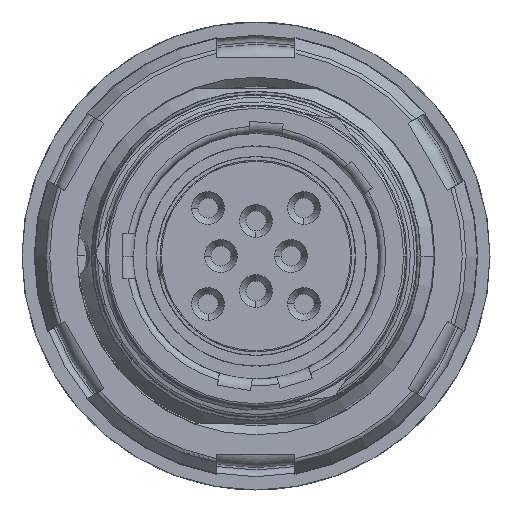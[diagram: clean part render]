
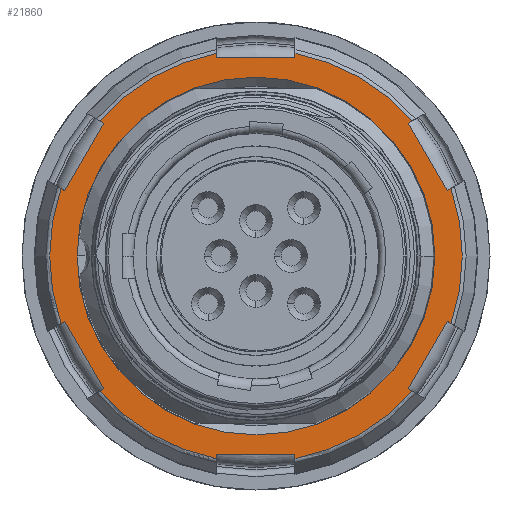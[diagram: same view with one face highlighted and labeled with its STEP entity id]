
A CAD part, left-side view. The second image highlights one B-rep face of the part: STEP entity #21860.
In plain terms, the highlighted face is planar.
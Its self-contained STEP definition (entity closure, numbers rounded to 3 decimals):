
#20407=CARTESIAN_POINT('',(0.,3.,0.));
#20408=DIRECTION('',(0.,1.,0.));
#20409=DIRECTION('',(-0.189,0.,-0.982));
#20410=AXIS2_PLACEMENT_3D('',#20407,#20408,#20409);
#20425=CARTESIAN_POINT('',(0.,3.,0.));
#20426=DIRECTION('',(0.,1.,0.));
#20427=DIRECTION('',(-0.945,0.,-0.327));
#20428=AXIS2_PLACEMENT_3D('',#20425,#20426,#20427);
#20461=CARTESIAN_POINT('',(0.,3.,0.));
#20462=DIRECTION('',(0.,1.,0.));
#20463=DIRECTION('',(0.756,0.,-0.655));
#20464=AXIS2_PLACEMENT_3D('',#20461,#20462,#20463);
#20515=CARTESIAN_POINT('',(0.,3.,0.));
#20516=DIRECTION('',(0.,1.,0.));
#20517=DIRECTION('',(-0.756,0.,0.655));
#20518=AXIS2_PLACEMENT_3D('',#20515,#20516,#20517);
#20551=CARTESIAN_POINT('',(0.,3.,0.));
#20552=DIRECTION('',(0.,1.,0.));
#20553=DIRECTION('',(0.189,0.,0.982));
#20554=AXIS2_PLACEMENT_3D('',#20551,#20552,#20553);
#20569=CARTESIAN_POINT('',(0.,3.,0.));
#20570=DIRECTION('',(0.,1.,0.));
#20571=DIRECTION('',(0.945,0.,0.327));
#20572=AXIS2_PLACEMENT_3D('',#20569,#20570,#20571);
#20595=DIRECTION('',(-0.866,0.,-0.5));
#20596=VECTOR('',#20595,0.19);
#20597=CARTESIAN_POINT('',(6.997,3.,6.061));
#20598=LINE('',#20597,#20596);
#20602=DIRECTION('',(0.,0.,-1.));
#20603=VECTOR('',#20602,0.19);
#20604=CARTESIAN_POINT('',(1.75,3.,9.09));
#20605=LINE('',#20604,#20603);
#20609=DIRECTION('',(1.,0.,0.));
#20610=VECTOR('',#20609,3.5);
#20611=CARTESIAN_POINT('',(-1.75,3.,8.9));
#20612=LINE('',#20611,#20610);
#20616=DIRECTION('',(0.,0.,-1.));
#20617=VECTOR('',#20616,0.19);
#20618=CARTESIAN_POINT('',(-1.75,3.,9.09));
#20619=LINE('',#20618,#20617);
#20623=DIRECTION('',(-0.866,0.,0.5));
#20624=VECTOR('',#20623,0.19);
#20625=CARTESIAN_POINT('',(-6.833,3.,5.966));
#20626=LINE('',#20625,#20624);
#20630=DIRECTION('',(0.5,0.,0.866));
#20631=VECTOR('',#20630,3.5);
#20632=CARTESIAN_POINT('',(-8.583,3.,2.934));
#20633=LINE('',#20632,#20631);
#20637=DIRECTION('',(0.866,0.,-0.5));
#20638=VECTOR('',#20637,0.19);
#20639=CARTESIAN_POINT('',(-8.747,3.,3.03));
#20640=LINE('',#20639,#20638);
#20644=DIRECTION('',(0.866,0.,0.5));
#20645=VECTOR('',#20644,0.19);
#20646=CARTESIAN_POINT('',(-8.747,3.,-3.03));
#20647=LINE('',#20646,#20645);
#20651=DIRECTION('',(-0.5,0.,0.866));
#20652=VECTOR('',#20651,3.5);
#20653=CARTESIAN_POINT('',(-6.833,3.,-5.966));
#20654=LINE('',#20653,#20652);
#20658=DIRECTION('',(0.866,0.,0.5));
#20659=VECTOR('',#20658,0.19);
#20660=CARTESIAN_POINT('',(-6.997,3.,-6.061));
#20661=LINE('',#20660,#20659);
#20665=DIRECTION('',(0.,0.,1.));
#20666=VECTOR('',#20665,0.19);
#20667=CARTESIAN_POINT('',(-1.75,3.,-9.09));
#20668=LINE('',#20667,#20666);
#20672=DIRECTION('',(-1.,0.,0.));
#20673=VECTOR('',#20672,3.5);
#20674=CARTESIAN_POINT('',(1.75,3.,-8.9));
#20675=LINE('',#20674,#20673);
#20679=DIRECTION('',(0.,0.,1.));
#20680=VECTOR('',#20679,0.19);
#20681=CARTESIAN_POINT('',(1.75,3.,-9.09));
#20682=LINE('',#20681,#20680);
#20686=DIRECTION('',(0.866,0.,-0.5));
#20687=VECTOR('',#20686,0.19);
#20688=CARTESIAN_POINT('',(6.833,3.,-5.966));
#20689=LINE('',#20688,#20687);
#20693=DIRECTION('',(-0.5,0.,-0.866));
#20694=VECTOR('',#20693,3.5);
#20695=CARTESIAN_POINT('',(8.583,3.,-2.934));
#20696=LINE('',#20695,#20694);
#20700=DIRECTION('',(-0.866,0.,0.5));
#20701=VECTOR('',#20700,0.19);
#20702=CARTESIAN_POINT('',(8.747,3.,-3.03));
#20703=LINE('',#20702,#20701);
#20707=DIRECTION('',(-0.866,0.,-0.5));
#20708=VECTOR('',#20707,0.19);
#20709=CARTESIAN_POINT('',(8.747,3.,3.03));
#20710=LINE('',#20709,#20708);
#20714=DIRECTION('',(0.5,0.,-0.866));
#20715=VECTOR('',#20714,3.5);
#20716=CARTESIAN_POINT('',(6.833,3.,5.966));
#20717=LINE('',#20716,#20715);
#20736=CARTESIAN_POINT('',(0.,3.,0.));
#20737=DIRECTION('',(0.,-1.,0.));
#20738=DIRECTION('',(-1.,0.,0.));
#20739=AXIS2_PLACEMENT_3D('',#20736,#20737,#20738);
#20759=CARTESIAN_POINT('',(0.,3.,0.));
#20760=DIRECTION('',(0.,1.,0.));
#20761=DIRECTION('',(-1.,0.,0.));
#20762=AXIS2_PLACEMENT_3D('',#20759,#20760,#20761);
#20993=CARTESIAN_POINT('',(-8.583,3.,2.934));
#20994=VERTEX_POINT('',#20993);
#20995=CARTESIAN_POINT('',(-6.833,3.,5.966));
#20996=VERTEX_POINT('',#20995);
#21001=CARTESIAN_POINT('',(-8.025,3.,0.));
#21002=CARTESIAN_POINT('',(8.025,3.,0.));
#21003=VERTEX_POINT('',#21001);
#21004=VERTEX_POINT('',#21002);
#21013=CARTESIAN_POINT('',(-8.747,3.,3.03));
#21014=VERTEX_POINT('',#21013);
#21015=CARTESIAN_POINT('',(-6.997,3.,6.061));
#21016=VERTEX_POINT('',#21015);
#21037=CARTESIAN_POINT('',(1.75,3.,-9.09));
#21038=CARTESIAN_POINT('',(1.75,3.,-8.9));
#21039=VERTEX_POINT('',#21037);
#21040=VERTEX_POINT('',#21038);
#21041=CARTESIAN_POINT('',(-1.75,3.,-8.9));
#21042=VERTEX_POINT('',#21041);
#21043=CARTESIAN_POINT('',(-1.75,3.,-9.09));
#21044=VERTEX_POINT('',#21043);
#21065=CARTESIAN_POINT('',(-6.997,3.,-6.061));
#21066=CARTESIAN_POINT('',(-6.833,3.,-5.966));
#21067=VERTEX_POINT('',#21065);
#21068=VERTEX_POINT('',#21066);
#21069=CARTESIAN_POINT('',(-8.583,3.,-2.934));
#21070=VERTEX_POINT('',#21069);
#21071=CARTESIAN_POINT('',(-8.747,3.,-3.03));
#21072=VERTEX_POINT('',#21071);
#21093=CARTESIAN_POINT('',(8.747,3.,-3.03));
#21094=CARTESIAN_POINT('',(8.583,3.,-2.934));
#21095=VERTEX_POINT('',#21093);
#21096=VERTEX_POINT('',#21094);
#21097=CARTESIAN_POINT('',(6.833,3.,-5.966));
#21098=VERTEX_POINT('',#21097);
#21099=CARTESIAN_POINT('',(6.997,3.,-6.061));
#21100=VERTEX_POINT('',#21099);
#21121=CARTESIAN_POINT('',(-1.75,3.,9.09));
#21122=CARTESIAN_POINT('',(-1.75,3.,8.9));
#21123=VERTEX_POINT('',#21121);
#21124=VERTEX_POINT('',#21122);
#21125=CARTESIAN_POINT('',(1.75,3.,8.9));
#21126=VERTEX_POINT('',#21125);
#21127=CARTESIAN_POINT('',(1.75,3.,9.09));
#21128=VERTEX_POINT('',#21127);
#21149=CARTESIAN_POINT('',(6.997,3.,6.061));
#21150=CARTESIAN_POINT('',(6.833,3.,5.966));
#21151=VERTEX_POINT('',#21149);
#21152=VERTEX_POINT('',#21150);
#21153=CARTESIAN_POINT('',(8.583,3.,2.934));
#21154=VERTEX_POINT('',#21153);
#21155=CARTESIAN_POINT('',(8.747,3.,3.03));
#21156=VERTEX_POINT('',#21155);
#21810=CARTESIAN_POINT('',(0.,3.,0.));
#21811=DIRECTION('',(0.,-1.,0.));
#21812=DIRECTION('',(1.,0.,0.));
#21813=AXIS2_PLACEMENT_3D('',#21810,#21811,#21812);
#21814=PLANE('',#21813);
#21815=ORIENTED_EDGE('',*,*,#21291,.F.);
#21816=ORIENTED_EDGE('',*,*,#21790,.F.);
#21818=ORIENTED_EDGE('',*,*,#21817,.T.);
#21820=ORIENTED_EDGE('',*,*,#21819,.F.);
#21822=ORIENTED_EDGE('',*,*,#21821,.F.);
#21823=ORIENTED_EDGE('',*,*,#21776,.F.);
#21825=ORIENTED_EDGE('',*,*,#21824,.F.);
#21827=ORIENTED_EDGE('',*,*,#21826,.F.);
#21829=ORIENTED_EDGE('',*,*,#21828,.F.);
#21830=ORIENTED_EDGE('',*,*,#21744,.F.);
#21832=ORIENTED_EDGE('',*,*,#21831,.T.);
#21834=ORIENTED_EDGE('',*,*,#21833,.F.);
#21835=ORIENTED_EDGE('',*,*,#21402,.F.);
#21836=ORIENTED_EDGE('',*,*,#21732,.F.);
#21837=ORIENTED_EDGE('',*,*,#21505,.T.);
#21838=ORIENTED_EDGE('',*,*,#21526,.F.);
#21839=ORIENTED_EDGE('',*,*,#21546,.F.);
#21840=ORIENTED_EDGE('',*,*,#21759,.F.);
#21842=ORIENTED_EDGE('',*,*,#21841,.F.);
#21844=ORIENTED_EDGE('',*,*,#21843,.F.);
#21846=ORIENTED_EDGE('',*,*,#21845,.F.);
#21847=ORIENTED_EDGE('',*,*,#21802,.F.);
#21849=ORIENTED_EDGE('',*,*,#21848,.T.);
#21851=ORIENTED_EDGE('',*,*,#21850,.F.);
#21852=EDGE_LOOP('',(#21815,#21816,#21818,#21820,#21822,#21823,#21825,#21827,
#21829,#21830,#21832,#21834,#21835,#21836,#21837,#21838,#21839,#21840,#21842,
#21844,#21846,#21847,#21849,#21851));
#21853=FACE_OUTER_BOUND('',#21852,.F.);
#21855=ORIENTED_EDGE('',*,*,#21854,.F.);
#21857=ORIENTED_EDGE('',*,*,#21856,.T.);
#21858=EDGE_LOOP('',(#21855,#21857));
#21859=FACE_BOUND('',#21858,.F.);
#20411=CIRCLE('',#20410,9.257);
#20429=CIRCLE('',#20428,9.257);
#20465=CIRCLE('',#20464,9.257);
#20519=CIRCLE('',#20518,9.257);
#20555=CIRCLE('',#20554,9.257);
#20573=CIRCLE('',#20572,9.257);
#20740=CIRCLE('',#20739,8.025);
#20763=CIRCLE('',#20762,8.025);
#21291=EDGE_CURVE('',#21151,#21152,#20598,.T.);
#21402=EDGE_CURVE('',#21067,#21068,#20661,.T.);
#21505=EDGE_CURVE('',#21044,#21042,#20668,.T.);
#21526=EDGE_CURVE('',#21040,#21042,#20675,.T.);
#21546=EDGE_CURVE('',#21039,#21040,#20682,.T.);
#21732=EDGE_CURVE('',#21044,#21067,#20411,.T.);
#21744=EDGE_CURVE('',#21072,#21014,#20429,.T.);
#21759=EDGE_CURVE('',#21100,#21039,#20465,.T.);
#21776=EDGE_CURVE('',#21016,#21123,#20519,.T.);
#21790=EDGE_CURVE('',#21128,#21151,#20555,.T.);
#21802=EDGE_CURVE('',#21156,#21095,#20573,.T.);
#21817=EDGE_CURVE('',#21128,#21126,#20605,.T.);
#21819=EDGE_CURVE('',#21124,#21126,#20612,.T.);
#21821=EDGE_CURVE('',#21123,#21124,#20619,.T.);
#21824=EDGE_CURVE('',#20996,#21016,#20626,.T.);
#21826=EDGE_CURVE('',#20994,#20996,#20633,.T.);
#21828=EDGE_CURVE('',#21014,#20994,#20640,.T.);
#21831=EDGE_CURVE('',#21072,#21070,#20647,.T.);
#21833=EDGE_CURVE('',#21068,#21070,#20654,.T.);
#21841=EDGE_CURVE('',#21098,#21100,#20689,.T.);
#21843=EDGE_CURVE('',#21096,#21098,#20696,.T.);
#21845=EDGE_CURVE('',#21095,#21096,#20703,.T.);
#21848=EDGE_CURVE('',#21156,#21154,#20710,.T.);
#21850=EDGE_CURVE('',#21152,#21154,#20717,.T.);
#21854=EDGE_CURVE('',#21003,#21004,#20740,.T.);
#21856=EDGE_CURVE('',#21003,#21004,#20763,.T.);
#21860=ADVANCED_FACE('',(#21853,#21859),#21814,.F.);
